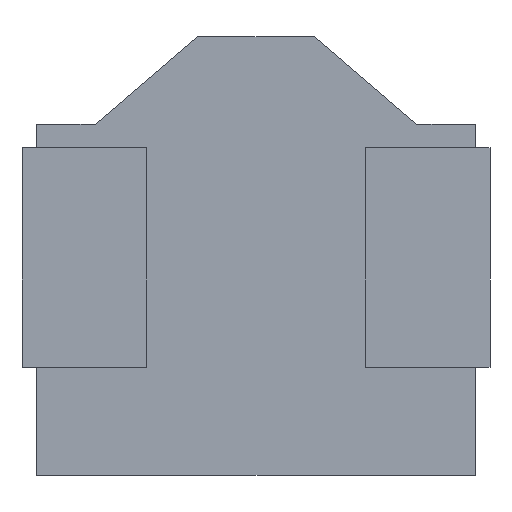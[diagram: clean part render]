
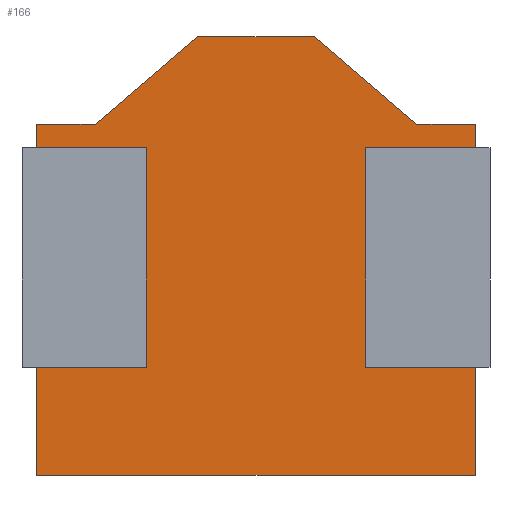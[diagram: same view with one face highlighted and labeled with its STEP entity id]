
A CAD part, front view. The second image highlights one B-rep face of the part: STEP entity #166.
In plain terms, the highlighted planar face has unit normal (0, -1, 0).
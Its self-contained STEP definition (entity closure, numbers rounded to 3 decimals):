
#6 = EDGE_CURVE ( 'NONE', #592, #577, #523, .T. ) ;
#19 = DIRECTION ( 'NONE',  ( 1., 0., 0. ) ) ;
#28 = ORIENTED_EDGE ( 'NONE', *, *, #202, .F. ) ;
#38 = VERTEX_POINT ( 'NONE', #683 ) ;
#41 = DIRECTION ( 'NONE',  ( 0., 0., -1. ) ) ;
#42 = CARTESIAN_POINT ( 'NONE',  ( 1.6, 0., 0.74 ) ) ;
#48 = CARTESIAN_POINT ( 'NONE',  ( -0.4, 0., 1.5 ) ) ;
#63 = CARTESIAN_POINT ( 'NONE',  ( -1.5, 0., -1.5 ) ) ;
#69 = CARTESIAN_POINT ( 'NONE',  ( -1.5, 0., -0.76 ) ) ;
#70 = DIRECTION ( 'NONE',  ( 0., 0., 1. ) ) ;
#87 = CARTESIAN_POINT ( 'NONE',  ( -0.75, 0., -0.76 ) ) ;
#88 = VECTOR ( 'NONE', #19, 1000. ) ;
#91 = ORIENTED_EDGE ( 'NONE', *, *, #232, .F. ) ;
#96 = ORIENTED_EDGE ( 'NONE', *, *, #371, .F. ) ;
#98 = VECTOR ( 'NONE', #755, 1000. ) ;
#108 = CARTESIAN_POINT ( 'NONE',  ( 1.5, 0., -1.5 ) ) ;
#111 = LINE ( 'NONE', #412, #645 ) ;
#116 = VECTOR ( 'NONE', #142, 1000. ) ;
#120 = CARTESIAN_POINT ( 'NONE',  ( -1.1, 0., 0.9 ) ) ;
#125 = CARTESIAN_POINT ( 'NONE',  ( 1.1, 0., 0.9 ) ) ;
#129 = DIRECTION ( 'NONE',  ( -1., 0., 0. ) ) ;
#132 = VECTOR ( 'NONE', #379, 1000. ) ;
#134 = ORIENTED_EDGE ( 'NONE', *, *, #498, .F. ) ;
#142 = DIRECTION ( 'NONE',  ( 1., 0., 0. ) ) ;
#146 = CARTESIAN_POINT ( 'NONE',  ( 0.75, 0., 0.74 ) ) ;
#151 = DIRECTION ( 'NONE',  ( 0., 0., -1. ) ) ;
#156 = EDGE_CURVE ( 'NONE', #375, #611, #610, .T. ) ;
#158 = VERTEX_POINT ( 'NONE', #538 ) ;
#159 = VECTOR ( 'NONE', #326, 1000. ) ;
#160 = DIRECTION ( 'NONE',  ( -0.759, 0., 0.651 ) ) ;
#163 = ORIENTED_EDGE ( 'NONE', *, *, #257, .F. ) ;
#166 = ADVANCED_FACE ( 'NONE', ( #569 ), #241, .F. ) ;
#167 = VECTOR ( 'NONE', #519, 1000. ) ;
#171 = VERTEX_POINT ( 'NONE', #120 ) ;
#187 = ORIENTED_EDGE ( 'NONE', *, *, #283, .T. ) ;
#194 = CARTESIAN_POINT ( 'NONE',  ( -0.75, 0., 0.74 ) ) ;
#202 = EDGE_CURVE ( 'NONE', #38, #171, #328, .T. ) ;
#207 = LINE ( 'NONE', #358, #378 ) ;
#208 = LINE ( 'NONE', #293, #361 ) ;
#214 = ORIENTED_EDGE ( 'NONE', *, *, #6, .F. ) ;
#215 = VERTEX_POINT ( 'NONE', #194 ) ;
#217 = CARTESIAN_POINT ( 'NONE',  ( 0.4, 0., 1.5 ) ) ;
#219 = VECTOR ( 'NONE', #365, 1000. ) ;
#232 = EDGE_CURVE ( 'NONE', #732, #215, #207, .T. ) ;
#236 = DIRECTION ( 'NONE',  ( 0., 0., 1. ) ) ;
#241 = PLANE ( 'NONE',  #334 ) ;
#242 = DIRECTION ( 'NONE',  ( -1., 0., 0. ) ) ;
#245 = CARTESIAN_POINT ( 'NONE',  ( -1.5, 0., 1.5 ) ) ;
#249 = LINE ( 'NONE', #630, #98 ) ;
#257 = EDGE_CURVE ( 'NONE', #743, #443, #111, .T. ) ;
#264 = LINE ( 'NONE', #514, #167 ) ;
#271 = ORIENTED_EDGE ( 'NONE', *, *, #595, .F. ) ;
#278 = VERTEX_POINT ( 'NONE', #125 ) ;
#281 = CARTESIAN_POINT ( 'NONE',  ( 1.5, 0., 0.9 ) ) ;
#283 = EDGE_CURVE ( 'NONE', #388, #522, #208, .T. ) ;
#286 = ORIENTED_EDGE ( 'NONE', *, *, #600, .T. ) ;
#293 = CARTESIAN_POINT ( 'NONE',  ( 1.6, 0., -0.76 ) ) ;
#300 = LINE ( 'NONE', #661, #219 ) ;
#302 = CARTESIAN_POINT ( 'NONE',  ( 0.75, 0., 0.74 ) ) ;
#306 = LINE ( 'NONE', #437, #116 ) ;
#312 = ORIENTED_EDGE ( 'NONE', *, *, #667, .T. ) ;
#317 = CARTESIAN_POINT ( 'NONE',  ( 0.75, 0., -0.76 ) ) ;
#326 = DIRECTION ( 'NONE',  ( -1., 0., 0. ) ) ;
#328 = LINE ( 'NONE', #602, #466 ) ;
#334 = AXIS2_PLACEMENT_3D ( 'NONE', #420, #652, #70 ) ;
#358 = CARTESIAN_POINT ( 'NONE',  ( -0.75, 0., 0.74 ) ) ;
#361 = VECTOR ( 'NONE', #129, 1000. ) ;
#365 = DIRECTION ( 'NONE',  ( 0., 0., 1. ) ) ;
#371 = EDGE_CURVE ( 'NONE', #586, #743, #249, .T. ) ;
#373 = VECTOR ( 'NONE', #242, 1000. ) ;
#375 = VERTEX_POINT ( 'NONE', #48 ) ;
#378 = VECTOR ( 'NONE', #236, 1000. ) ;
#379 = DIRECTION ( 'NONE',  ( 0., 0., 1. ) ) ;
#388 = VERTEX_POINT ( 'NONE', #389 ) ;
#389 = CARTESIAN_POINT ( 'NONE',  ( 1.5, 0., -0.76 ) ) ;
#404 = LINE ( 'NONE', #42, #642 ) ;
#412 = CARTESIAN_POINT ( 'NONE',  ( -1.5, 0., -1.5 ) ) ;
#415 = EDGE_CURVE ( 'NONE', #592, #278, #727, .T. ) ;
#420 = CARTESIAN_POINT ( 'NONE',  ( 0., 0., 0. ) ) ;
#421 = VERTEX_POINT ( 'NONE', #302 ) ;
#425 = LINE ( 'NONE', #620, #159 ) ;
#434 = EDGE_CURVE ( 'NONE', #158, #38, #300, .T. ) ;
#437 = CARTESIAN_POINT ( 'NONE',  ( -1.6, 0., -0.76 ) ) ;
#443 = VERTEX_POINT ( 'NONE', #69 ) ;
#459 = CARTESIAN_POINT ( 'NONE',  ( 0.4, 0., 1.5 ) ) ;
#466 = VECTOR ( 'NONE', #730, 1000. ) ;
#486 = ORIENTED_EDGE ( 'NONE', *, *, #434, .F. ) ;
#498 = EDGE_CURVE ( 'NONE', #443, #732, #306, .T. ) ;
#500 = VECTOR ( 'NONE', #41, 1000. ) ;
#514 = CARTESIAN_POINT ( 'NONE',  ( -0.4, 0., 1.5 ) ) ;
#518 = EDGE_CURVE ( 'NONE', #215, #158, #425, .T. ) ;
#519 = DIRECTION ( 'NONE',  ( 0.759, 0., 0.651 ) ) ;
#522 = VERTEX_POINT ( 'NONE', #317 ) ;
#523 = LINE ( 'NONE', #699, #579 ) ;
#535 = EDGE_CURVE ( 'NONE', #421, #577, #404, .T. ) ;
#538 = CARTESIAN_POINT ( 'NONE',  ( -1.5, 0., 0.74 ) ) ;
#556 = DIRECTION ( 'NONE',  ( 1., 0., 0. ) ) ;
#558 = VECTOR ( 'NONE', #160, 1000. ) ;
#569 = FACE_OUTER_BOUND ( 'NONE', #669, .T. ) ;
#575 = CARTESIAN_POINT ( 'NONE',  ( 1.5, 0., 0.74 ) ) ;
#577 = VERTEX_POINT ( 'NONE', #575 ) ;
#579 = VECTOR ( 'NONE', #151, 1000. ) ;
#586 = VERTEX_POINT ( 'NONE', #108 ) ;
#589 = ORIENTED_EDGE ( 'NONE', *, *, #518, .F. ) ;
#592 = VERTEX_POINT ( 'NONE', #281 ) ;
#593 = ORIENTED_EDGE ( 'NONE', *, *, #415, .T. ) ;
#594 = LINE ( 'NONE', #146, #132 ) ;
#595 = EDGE_CURVE ( 'NONE', #171, #375, #264, .T. ) ;
#598 = CARTESIAN_POINT ( 'NONE',  ( 1.1, 0., 0.9 ) ) ;
#600 = EDGE_CURVE ( 'NONE', #278, #611, #701, .T. ) ;
#602 = CARTESIAN_POINT ( 'NONE',  ( -1.1, 0., 0.9 ) ) ;
#610 = LINE ( 'NONE', #245, #88 ) ;
#611 = VERTEX_POINT ( 'NONE', #459 ) ;
#619 = CARTESIAN_POINT ( 'NONE',  ( 1.5, 0., -1.5 ) ) ;
#620 = CARTESIAN_POINT ( 'NONE',  ( -1.6, 0., 0.74 ) ) ;
#630 = CARTESIAN_POINT ( 'NONE',  ( -1.5, 0., -1.5 ) ) ;
#633 = LINE ( 'NONE', #619, #500 ) ;
#636 = EDGE_CURVE ( 'NONE', #388, #586, #633, .T. ) ;
#642 = VECTOR ( 'NONE', #556, 1000. ) ;
#645 = VECTOR ( 'NONE', #656, 1000. ) ;
#652 = DIRECTION ( 'NONE',  ( 0., 1., 0. ) ) ;
#656 = DIRECTION ( 'NONE',  ( 0., 0., 1. ) ) ;
#661 = CARTESIAN_POINT ( 'NONE',  ( -1.5, 0., -1.5 ) ) ;
#667 = EDGE_CURVE ( 'NONE', #522, #421, #594, .T. ) ;
#669 = EDGE_LOOP ( 'NONE', ( #134, #163, #96, #676, #187, #312, #718, #214, #593, #286, #734, #271, #28, #486, #589, #91 ) ) ;
#676 = ORIENTED_EDGE ( 'NONE', *, *, #636, .F. ) ;
#683 = CARTESIAN_POINT ( 'NONE',  ( -1.5, 0., 0.9 ) ) ;
#699 = CARTESIAN_POINT ( 'NONE',  ( 1.5, 0., -1.5 ) ) ;
#701 = LINE ( 'NONE', #217, #558 ) ;
#718 = ORIENTED_EDGE ( 'NONE', *, *, #535, .T. ) ;
#727 = LINE ( 'NONE', #598, #373 ) ;
#730 = DIRECTION ( 'NONE',  ( 1., 0., 0. ) ) ;
#732 = VERTEX_POINT ( 'NONE', #87 ) ;
#734 = ORIENTED_EDGE ( 'NONE', *, *, #156, .F. ) ;
#743 = VERTEX_POINT ( 'NONE', #63 ) ;
#755 = DIRECTION ( 'NONE',  ( -1., 0., 0. ) ) ;
